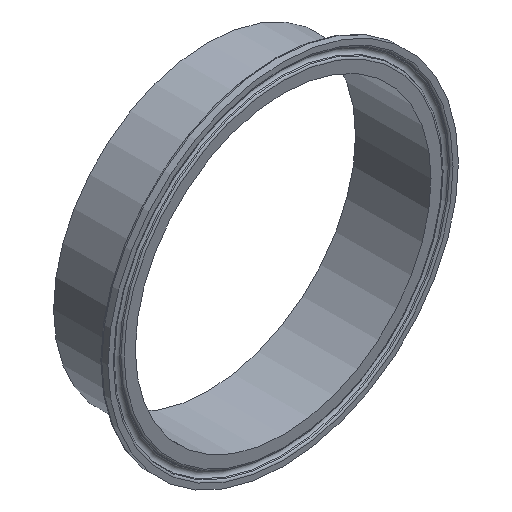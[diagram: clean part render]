
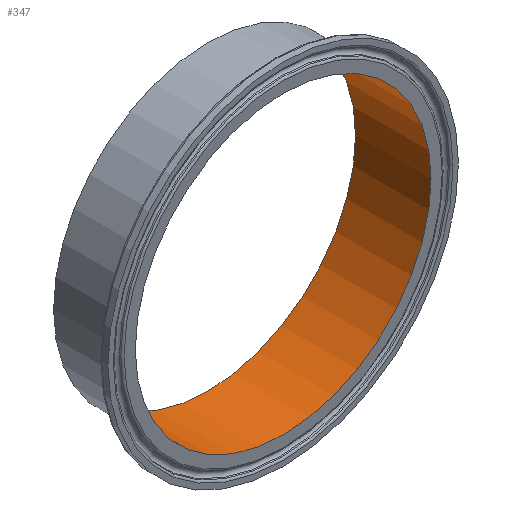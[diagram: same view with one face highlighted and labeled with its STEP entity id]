
A CAD part, isometric view. The second image highlights one B-rep face of the part: STEP entity #347.
In plain terms, the highlighted cylindrical face has radius 54.85 mm (diameter 109.7 mm), a full revolution.
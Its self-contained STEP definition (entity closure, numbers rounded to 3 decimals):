
#84=CARTESIAN_POINT('',(54.85,28.,0.0));
#85=VERTEX_POINT('',#84);
#86=CARTESIAN_POINT('',(0.0,28.,0.0));
#87=DIRECTION('',(0.0,-1.0,0.0));
#88=DIRECTION('',(1.0,0.0,0.0));
#89=AXIS2_PLACEMENT_3D('',#86,#87,#88);
#90=CIRCLE('',#89,54.85);
#91=EDGE_CURVE('',#85,#85,#90,.T.);
#324=CARTESIAN_POINT('',(54.85,0.,0.0));
#325=VERTEX_POINT('',#324);
#326=CARTESIAN_POINT('',(0.0,0.,0.0));
#327=DIRECTION('',(0.0,-1.0,0.0));
#328=DIRECTION('',(1.0,0.0,0.0));
#329=AXIS2_PLACEMENT_3D('',#326,#327,#328);
#330=CIRCLE('',#329,54.85);
#331=EDGE_CURVE('',#325,#325,#330,.T.);
#336=CARTESIAN_POINT('',(0.0,14.,0.0));
#337=DIRECTION('',(0.0,-1.0,0.0));
#338=DIRECTION('',(1.0,0.0,0.0));
#339=AXIS2_PLACEMENT_3D('',#336,#337,#338);
#340=CYLINDRICAL_SURFACE('',#339,54.85);
#341=ORIENTED_EDGE('',*,*,#91,.F.);
#342=EDGE_LOOP('',(#341));
#343=FACE_OUTER_BOUND('',#342,.T.);
#344=ORIENTED_EDGE('',*,*,#331,.T.);
#345=EDGE_LOOP('',(#344));
#346=FACE_BOUND('',#345,.T.);
#347=ADVANCED_FACE('',(#343,#346),#340,.F.);
